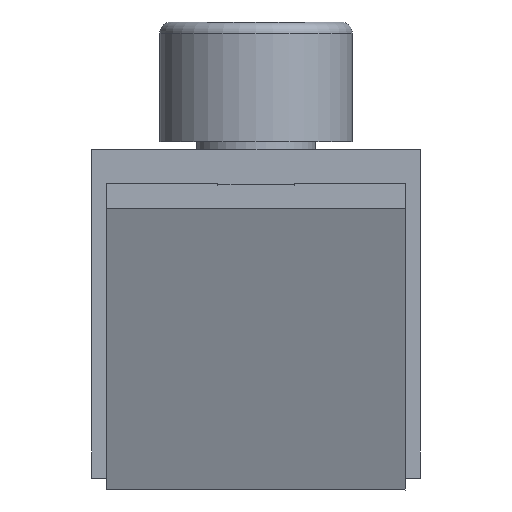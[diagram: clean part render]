
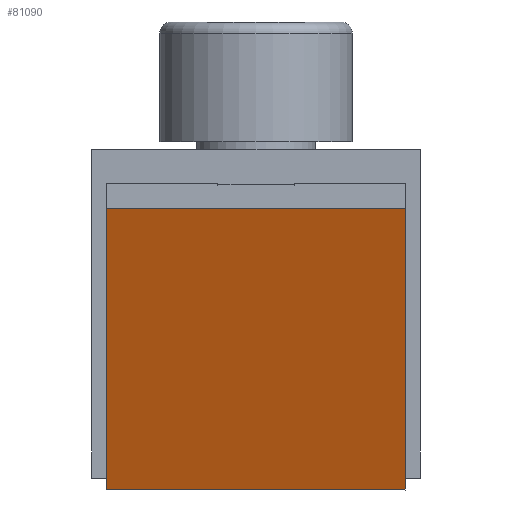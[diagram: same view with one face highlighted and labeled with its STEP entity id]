
A CAD part, left-side view. The second image highlights one B-rep face of the part: STEP entity #81090.
In plain terms, the highlighted face is planar.
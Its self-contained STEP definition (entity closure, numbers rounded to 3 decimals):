
#80700=CARTESIAN_POINT('',(0.,0.,0.));
#80710=DIRECTION('',(0.,0.,1.));
#80720=DIRECTION('',(1.,0.,0.));
#80730=AXIS2_PLACEMENT_3D('',#80700,#80710,#80720);
#80740=PLANE('',#80730);
#80750=CARTESIAN_POINT('',(0.,20.,0.));
#80760=DIRECTION('',(0.,-1.,0.));
#80770=VECTOR('',#80760,1.);
#80780=LINE('',#80750,#80770);
#80790=CARTESIAN_POINT('',(0.,20.,0.));
#80800=VERTEX_POINT('',#80790);
#80810=CARTESIAN_POINT('',(0.,0.,0.));
#80820=VERTEX_POINT('',#80810);
#80830=EDGE_CURVE('',#80800,#80820,#80780,.T.);
#80840=ORIENTED_EDGE('',*,*,#80830,.F.);
#80850=CARTESIAN_POINT('',(0.,0.,0.));
#80860=DIRECTION('',(1.,0.,0.));
#80870=VECTOR('',#80860,1.);
#80880=LINE('',#80850,#80870);
#80890=CARTESIAN_POINT('',(20.,0.,0.));
#80900=VERTEX_POINT('',#80890);
#80910=EDGE_CURVE('',#80820,#80900,#80880,.T.);
#80920=ORIENTED_EDGE('',*,*,#80910,.F.);
#80930=CARTESIAN_POINT('',(20.,0.,0.));
#80940=DIRECTION('',(0.,1.,0.));
#80950=VECTOR('',#80940,1.);
#80960=LINE('',#80930,#80950);
#80970=CARTESIAN_POINT('',(20.,20.,0.));
#80980=VERTEX_POINT('',#80970);
#80990=EDGE_CURVE('',#80900,#80980,#80960,.T.);
#81000=ORIENTED_EDGE('',*,*,#80990,.F.);
#81010=CARTESIAN_POINT('',(20.,20.,0.));
#81020=DIRECTION('',(-1.,0.,0.));
#81030=VECTOR('',#81020,1.);
#81040=LINE('',#81010,#81030);
#81050=EDGE_CURVE('',#80980,#80800,#81040,.T.);
#81060=ORIENTED_EDGE('',*,*,#81050,.F.);
#81070=EDGE_LOOP('',(#81060,#81000,#80920,#80840));
#81080=FACE_OUTER_BOUND('',#81070,.T.);
#81090=ADVANCED_FACE('',(#81080),#80740,.F.);
